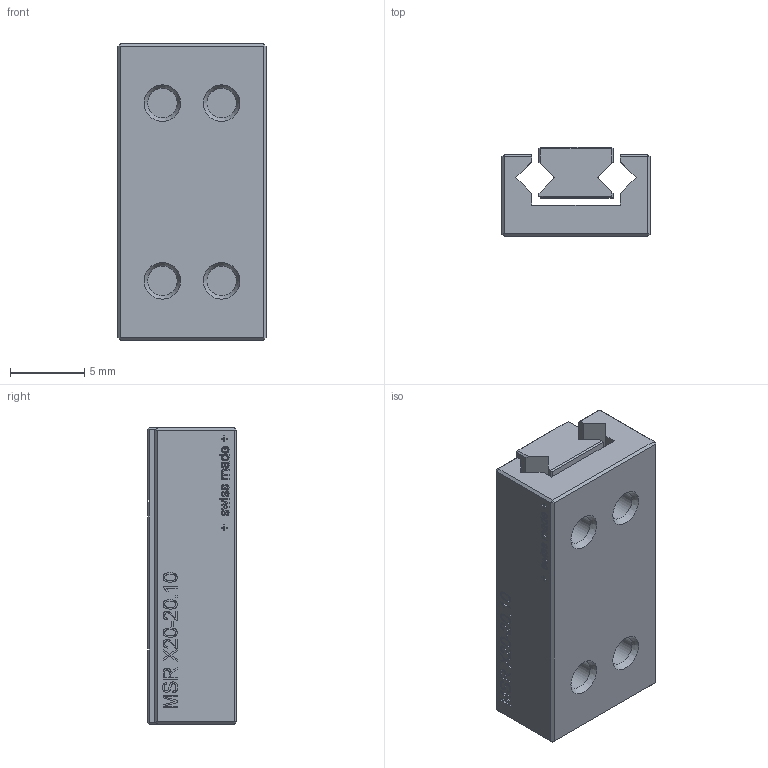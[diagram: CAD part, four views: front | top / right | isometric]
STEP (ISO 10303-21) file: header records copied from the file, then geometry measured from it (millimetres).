
FILE_DESCRIPTION(('FreeCAD Model'),'2;1');
FILE_NAME('MSR X20-20.10.step','2020-04-06T20:06:18',('Author'), (''),'Open CASCADE STEP processor 6.8','FreeCAD','Unknown');
FILE_SCHEMA(('AUTOMOTIVE_DESIGN_CC2 { 1 2 10303 214 -1 1 5 4 }'));
Length unit declared in the file: millimetre
Products named in the file (3): ASSEMBLY; TT; DP
Assembly tree (2 placements, depth 2):
  ASSEMBLY
    TT
    DP
Bounding box: 10 x 6 x 20 mm (x, y, z)
Volume: 880 mm3; surface area: 1341.3 mm2
Topology: 2 solids, 2 shells, 620 faces, 1695 edges, 1109 vertices
Faces by surface type: extrusion 333, plane 275, cylinder 8, cone 4
Full cylindrical faces by diameter (mm): 2 x6, 3.4 x2
Entity records: 41901 total; most frequent: CARTESIAN_POINT 10240, DIRECTION 4644, VECTOR 3974, LINE 3641, ORIENTED_EDGE 3386, PCURVE 3386, DEFINITIONAL_REPRESENTATION 3386, B_SPLINE_CURVE_WITH_KNOTS 1711
